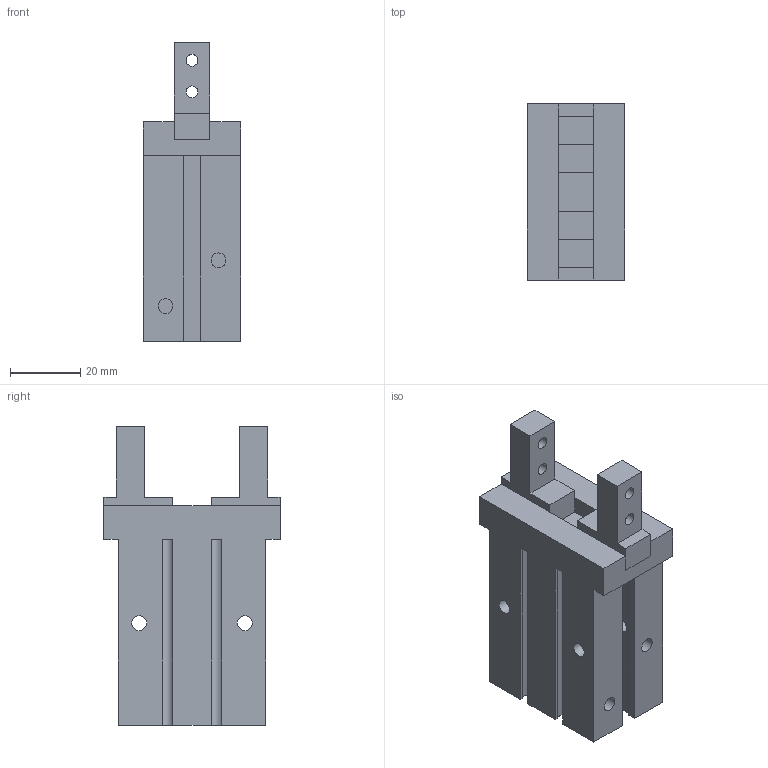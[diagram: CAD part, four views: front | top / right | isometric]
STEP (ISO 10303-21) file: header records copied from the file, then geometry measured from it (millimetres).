
FILE_DESCRIPTION(('STEP AP214'),'1');
FILE_NAME('CA.09.05.011.stp','2018-01-09T10:48:54',(' '),(' '),'Spatial InterOp 3D',' ',' ');
FILE_SCHEMA(('AUTOMOTIVE_DESIGN { 1 0 10303 214 1 1 1 1 }'));
Length unit declared in the file: millimetre
Products named in the file (3): MHZ2-20D.step_mhz2-prong_20; MHZ2-20D.step_MHZ2-Body_20
Assembly tree (3 placements, depth 2):
  (unnamed)
    MHZ2-20D.step_mhz2-prong_20  x2
    MHZ2-20D.step_MHZ2-Body_20
Bounding box: 27.6 x 50 x 84.8 mm (x, y, z)
Volume: 66946.7 mm3; surface area: 20358.5 mm2
Topology: 3 solids, 3 shells, 96 faces, 253 edges, 174 vertices
Faces by surface type: plane 73, cylinder 23
Full cylindrical faces by diameter (mm): 3.4 x4, 4.2 x10, 4.3 x4, 21 x1
Entity records: 3156 total; most frequent: CARTESIAN_POINT 416, DIRECTION 408, ORIENTED_EDGE 380, EDGE_CURVE 190, LINE 148, VECTOR 148, VERTEX_POINT 138, AXIS2_PLACEMENT_3D 130
